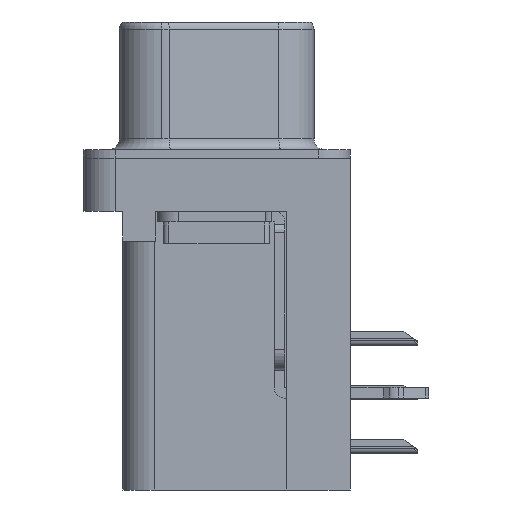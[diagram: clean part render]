
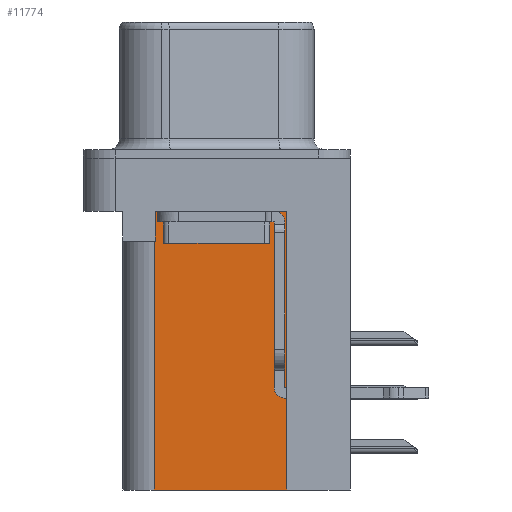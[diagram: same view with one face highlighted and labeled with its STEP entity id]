
A CAD part, left-side view. The second image highlights one B-rep face of the part: STEP entity #11774.
In plain terms, the highlighted planar face has unit normal (-1, 0, 0).
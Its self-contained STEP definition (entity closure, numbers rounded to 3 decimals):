
#140 = ORIENTED_EDGE ( 'NONE', *, *, #31533, .T. ) ;
#683 = ORIENTED_EDGE ( 'NONE', *, *, #31951, .F. ) ;
#867 = LINE ( 'NONE', #12460, #17611 ) ;
#1489 = CARTESIAN_POINT ( 'NONE',  ( 3.79, 2.895, -3.9 ) ) ;
#3109 = VECTOR ( 'NONE', #20867, 1000. ) ;
#3168 = VERTEX_POINT ( 'NONE', #15272 ) ;
#3927 = VECTOR ( 'NONE', #22784, 1000. ) ;
#4100 = CARTESIAN_POINT ( 'NONE',  ( 3.79, -3.295, -15.6 ) ) ;
#4857 = CARTESIAN_POINT ( 'NONE',  ( 3.79, 2.895, -3.9 ) ) ;
#7176 = LINE ( 'NONE', #26604, #28110 ) ;
#7781 = CARTESIAN_POINT ( 'NONE',  ( 3.79, -3.295, -15.6 ) ) ;
#8334 = DIRECTION ( 'NONE',  ( 0., 1., 0. ) ) ;
#8398 = VECTOR ( 'NONE', #8334, 1000. ) ;
#8708 = EDGE_CURVE ( 'NONE', #25443, #3168, #33190, .T. ) ;
#9059 = VERTEX_POINT ( 'NONE', #25517 ) ;
#9709 = DIRECTION ( 'NONE',  ( 1., 0., 0. ) ) ;
#9784 = CARTESIAN_POINT ( 'NONE',  ( 3.79, -3.295, -15.6 ) ) ;
#11745 = ORIENTED_EDGE ( 'NONE', *, *, #30487, .T. ) ;
#11774 = ADVANCED_FACE ( 'NONE', ( #20979 ), #34560, .F. ) ;
#12460 = CARTESIAN_POINT ( 'NONE',  ( 3.79, 2.925, -15.6 ) ) ;
#14432 = CARTESIAN_POINT ( 'NONE',  ( 3.79, -3.295, -2.5 ) ) ;
#15272 = CARTESIAN_POINT ( 'NONE',  ( 3.79, 2.925, -3.9 ) ) ;
#15649 = VERTEX_POINT ( 'NONE', #7781 ) ;
#15841 = ORIENTED_EDGE ( 'NONE', *, *, #25810, .F. ) ;
#16106 = CARTESIAN_POINT ( 'NONE',  ( 3.79, 2.895, -2.5 ) ) ;
#16511 = VECTOR ( 'NONE', #31976, 1000. ) ;
#17188 = VERTEX_POINT ( 'NONE', #16106 ) ;
#17611 = VECTOR ( 'NONE', #26270, 1000. ) ;
#17779 = LINE ( 'NONE', #9784, #3109 ) ;
#18196 = EDGE_LOOP ( 'NONE', ( #11745, #29799, #32562, #683, #15841, #140 ) ) ;
#20867 = DIRECTION ( 'NONE',  ( 0., 0., 1. ) ) ;
#20979 = FACE_OUTER_BOUND ( 'NONE', #18196, .T. ) ;
#22134 = CARTESIAN_POINT ( 'NONE',  ( 3.79, 0., -3.9 ) ) ;
#22784 = DIRECTION ( 'NONE',  ( 0., 1., 0. ) ) ;
#24144 = AXIS2_PLACEMENT_3D ( 'NONE', #4100, #9709, #31493 ) ;
#24431 = DIRECTION ( 'NONE',  ( 0., 1., 0. ) ) ;
#25443 = VERTEX_POINT ( 'NONE', #4857 ) ;
#25517 = CARTESIAN_POINT ( 'NONE',  ( 3.79, -3.295, -2.5 ) ) ;
#25810 = EDGE_CURVE ( 'NONE', #15649, #34301, #7176, .T. ) ;
#26270 = DIRECTION ( 'NONE',  ( 0., 0., 1. ) ) ;
#26349 = LINE ( 'NONE', #1489, #16511 ) ;
#26604 = CARTESIAN_POINT ( 'NONE',  ( 3.79, -3.295, -15.6 ) ) ;
#28110 = VECTOR ( 'NONE', #24431, 1000. ) ;
#28225 = LINE ( 'NONE', #14432, #3927 ) ;
#29799 = ORIENTED_EDGE ( 'NONE', *, *, #32451, .T. ) ;
#30487 = EDGE_CURVE ( 'NONE', #9059, #17188, #28225, .T. ) ;
#31493 = DIRECTION ( 'NONE',  ( 0., 1., 0. ) ) ;
#31533 = EDGE_CURVE ( 'NONE', #15649, #9059, #17779, .T. ) ;
#31951 = EDGE_CURVE ( 'NONE', #34301, #3168, #867, .T. ) ;
#31976 = DIRECTION ( 'NONE',  ( 0., 0., -1. ) ) ;
#32451 = EDGE_CURVE ( 'NONE', #17188, #25443, #26349, .T. ) ;
#32459 = CARTESIAN_POINT ( 'NONE',  ( 3.79, 2.925, -15.6 ) ) ;
#32562 = ORIENTED_EDGE ( 'NONE', *, *, #8708, .T. ) ;
#33190 = LINE ( 'NONE', #22134, #8398 ) ;
#34301 = VERTEX_POINT ( 'NONE', #32459 ) ;
#34560 = PLANE ( 'NONE',  #24144 ) ;
